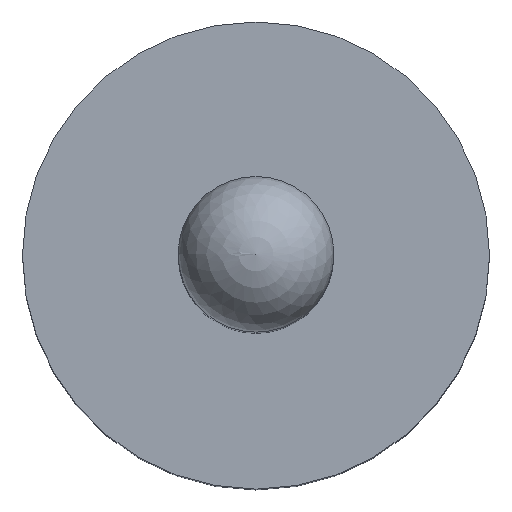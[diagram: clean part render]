
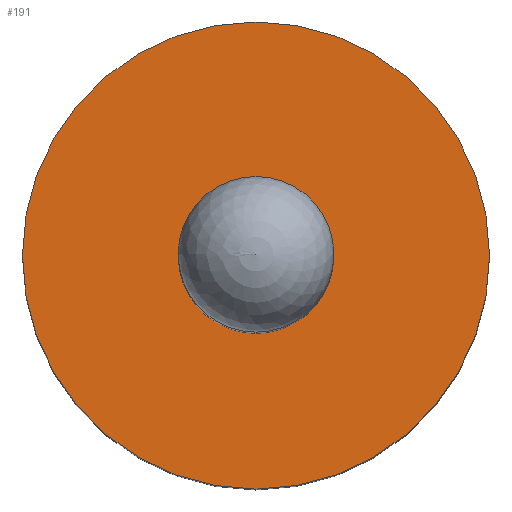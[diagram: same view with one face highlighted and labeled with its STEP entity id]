
A CAD part, top view. The second image highlights one B-rep face of the part: STEP entity #191.
In plain terms, the highlighted planar face has unit normal (0, 0, 1).
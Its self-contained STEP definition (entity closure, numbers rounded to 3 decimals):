
#170 = EDGE_CURVE('',#171,#171,#173,.T.);
#171 = VERTEX_POINT('',#172);
#172 = CARTESIAN_POINT('',(-0.9,0.,5.26));
#173 = CIRCLE('',#174,0.9);
#174 = AXIS2_PLACEMENT_3D('',#175,#176,#177);
#175 = CARTESIAN_POINT('',(0.,0.,5.26));
#176 = DIRECTION('',(0.,0.,1.));
#177 = DIRECTION('',(-1.,-0.,0.));
#191 = ADVANCED_FACE('',(#192,#203),#206,.T.);
#192 = FACE_BOUND('',#193,.F.);
#193 = EDGE_LOOP('',(#194));
#194 = ORIENTED_EDGE('',*,*,#195,.T.);
#195 = EDGE_CURVE('',#196,#196,#198,.T.);
#196 = VERTEX_POINT('',#197);
#197 = CARTESIAN_POINT('',(-0.3,0.,5.26));
#198 = CIRCLE('',#199,0.3);
#199 = AXIS2_PLACEMENT_3D('',#200,#201,#202);
#200 = CARTESIAN_POINT('',(0.,0.,5.26));
#201 = DIRECTION('',(0.,0.,1.));
#202 = DIRECTION('',(-1.,-0.,0.));
#203 = FACE_BOUND('',#204,.F.);
#204 = EDGE_LOOP('',(#205));
#205 = ORIENTED_EDGE('',*,*,#170,.F.);
#206 = PLANE('',#207);
#207 = AXIS2_PLACEMENT_3D('',#208,#209,#210);
#208 = CARTESIAN_POINT('',(0.,0.,5.26));
#209 = DIRECTION('',(0.,0.,1.));
#210 = DIRECTION('',(-1.,-0.,-0.));
